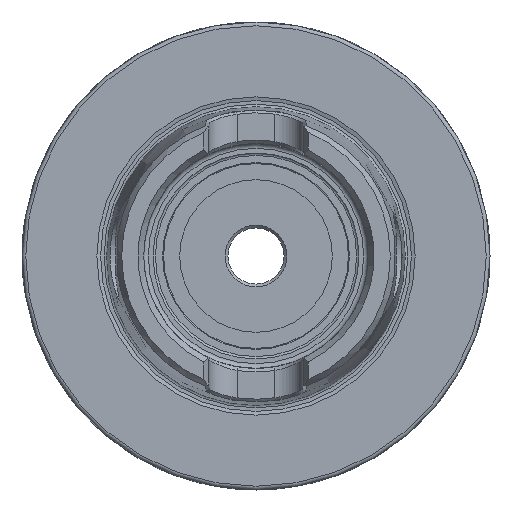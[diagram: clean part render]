
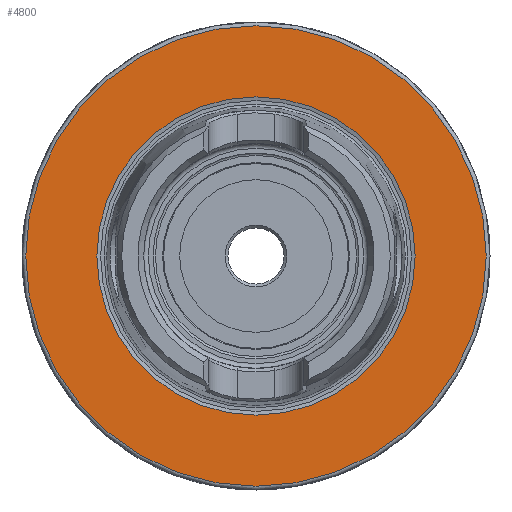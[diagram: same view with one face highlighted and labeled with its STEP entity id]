
A CAD part, left-side view. The second image highlights one B-rep face of the part: STEP entity #4800.
In plain terms, the highlighted planar face has unit normal (-1, 0, 0).
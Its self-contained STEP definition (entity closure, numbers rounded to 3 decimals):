
#4766=CARTESIAN_POINT('',(0.0,34.,0.0));
#4767=VERTEX_POINT('',#4766);
#4768=CARTESIAN_POINT('',(0.0,0.0,0.0));
#4769=DIRECTION('',(1.0,0.0,0.0));
#4770=DIRECTION('',(0.0,1.0,0.0));
#4771=AXIS2_PLACEMENT_3D('',#4768,#4769,#4770);
#4772=CIRCLE('',#4771,34.);
#4773=EDGE_CURVE('',#4767,#4767,#4772,.T.);
#4781=CARTESIAN_POINT('',(0.,41.6,0.0));
#4782=DIRECTION('',(-1.0,0.0,0.0));
#4783=DIRECTION('',(0.0,0.0,1.0));
#4784=AXIS2_PLACEMENT_3D('',#4781,#4782,#4783);
#4785=PLANE('',#4784);
#4786=CARTESIAN_POINT('',(0.,49.2,0.0));
#4787=VERTEX_POINT('',#4786);
#4788=CARTESIAN_POINT('',(0.,0.0,0.0));
#4789=DIRECTION('',(1.0,0.0,0.0));
#4790=DIRECTION('',(0.0,1.0,0.0));
#4791=AXIS2_PLACEMENT_3D('',#4788,#4789,#4790);
#4792=CIRCLE('',#4791,49.2);
#4793=EDGE_CURVE('',#4787,#4787,#4792,.T.);
#4794=ORIENTED_EDGE('',*,*,#4793,.F.);
#4795=EDGE_LOOP('',(#4794));
#4796=FACE_OUTER_BOUND('',#4795,.T.);
#4797=ORIENTED_EDGE('',*,*,#4773,.T.);
#4798=EDGE_LOOP('',(#4797));
#4799=FACE_BOUND('',#4798,.T.);
#4800=ADVANCED_FACE('',(#4796,#4799),#4785,.T.);
